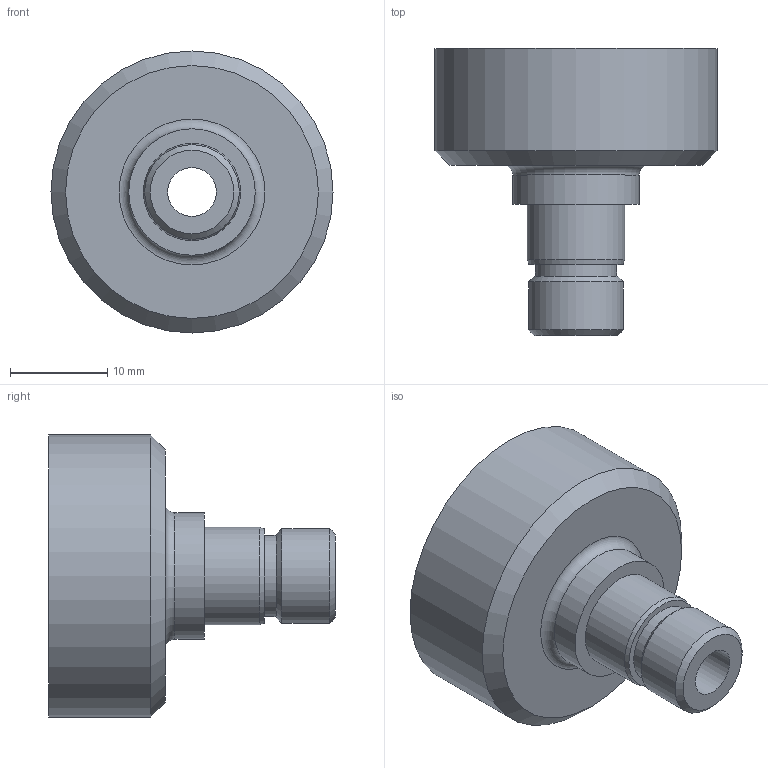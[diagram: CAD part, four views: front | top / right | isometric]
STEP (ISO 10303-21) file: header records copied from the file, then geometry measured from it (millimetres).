
FILE_DESCRIPTION(/* description */ ('STEP AP214'),/* implementation_level */ '2;1');
FILE_NAME(/* name */ '555428_DADG-AK-65-1G18',/* time_stamp */ '2024-08-12T16:34:47+02:00',/* author */ ('License CC BY-ND 4.0'),/* organization */ ('CADENAS'),/* preprocessor_version */ 'ST-DEVELOPER v19.3',/* originating_system */ 'PARTsolutions',/* authorisation */ ' ');
FILE_SCHEMA (('AUTOMOTIVE_DESIGN {1 0 10303 214 3 1 1}'));
Length unit declared in the file: millimetre
Products named in the file (2): 555428 DADG-AK-65-1G18; 719813 DADG-AK-65-1G18
Assembly tree (1 placements, depth 2):
  555428 DADG-AK-65-1G18
    719813 DADG-AK-65-1G18
Bounding box: 29 x 29.5 x 29 mm (x, y, z)
Volume: 8378.9 mm3; surface area: 3542.5 mm2
Topology: 1 solids, 1 shells, 27 faces, 51 edges, 32 vertices
Faces by surface type: cylinder 10, plane 8, cone 8, torus 1
Full cylindrical faces by diameter (mm): 3 x2, 5 x1, 8.33 x1, 8.566 x1, 9.73 x1, 10 x2, 13 x1, 29 x1
Entity records: 605 total; most frequent: DIRECTION 112, CARTESIAN_POINT 85, FACE_BOUND 56, AXIS2_PLACEMENT_3D 56, ORIENTED_EDGE 54, EDGE_LOOP 54, VERTEX_POINT 29, EDGE_CURVE 27
